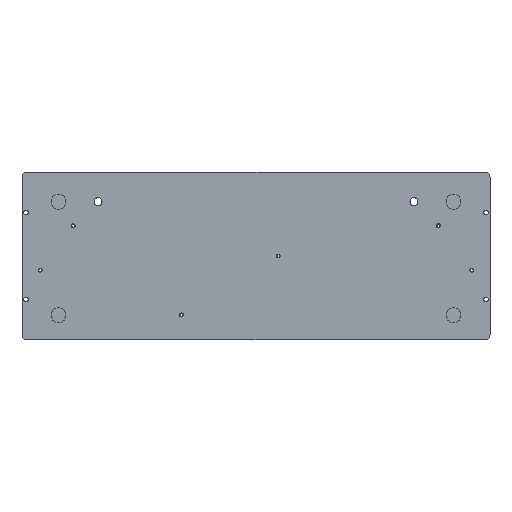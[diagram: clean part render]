
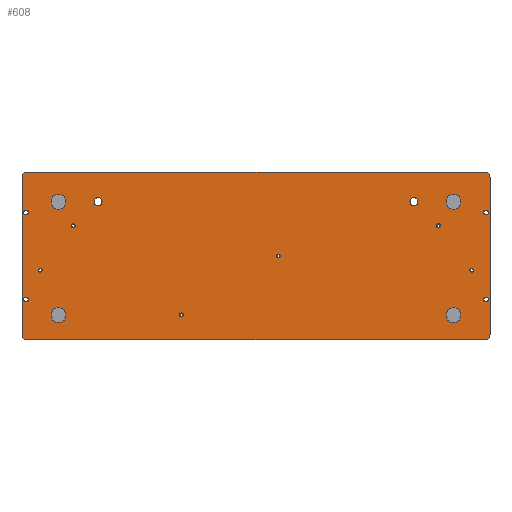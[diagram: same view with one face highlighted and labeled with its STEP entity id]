
A CAD part, top view. The second image highlights one B-rep face of the part: STEP entity #608.
In plain terms, the highlighted planar face has unit normal (0, 0, 1).
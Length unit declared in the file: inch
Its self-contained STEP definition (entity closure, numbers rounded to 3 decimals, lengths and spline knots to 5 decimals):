
#35=FACE_BOUND('',#111,.T.);
#36=FACE_BOUND('',#112,.T.);
#37=FACE_BOUND('',#113,.T.);
#38=FACE_BOUND('',#114,.T.);
#39=FACE_BOUND('',#115,.T.);
#40=FACE_BOUND('',#116,.T.);
#41=FACE_BOUND('',#117,.T.);
#42=FACE_BOUND('',#118,.T.);
#43=FACE_BOUND('',#119,.T.);
#44=FACE_BOUND('',#120,.T.);
#45=FACE_BOUND('',#121,.T.);
#46=FACE_BOUND('',#122,.T.);
#47=FACE_BOUND('',#123,.T.);
#48=FACE_BOUND('',#124,.T.);
#49=FACE_BOUND('',#125,.T.);
#50=FACE_BOUND('',#126,.T.);
#63=PLANE('',#660);
#74=FACE_OUTER_BOUND('',#110,.T.);
#110=EDGE_LOOP('',(#437,#438,#439,#440,#441,#442,#443,#444));
#111=EDGE_LOOP('',(#445));
#112=EDGE_LOOP('',(#446));
#113=EDGE_LOOP('',(#447));
#114=EDGE_LOOP('',(#448));
#115=EDGE_LOOP('',(#449));
#116=EDGE_LOOP('',(#450));
#117=EDGE_LOOP('',(#451));
#118=EDGE_LOOP('',(#452));
#119=EDGE_LOOP('',(#453));
#120=EDGE_LOOP('',(#454));
#121=EDGE_LOOP('',(#455));
#122=EDGE_LOOP('',(#456));
#123=EDGE_LOOP('',(#457));
#124=EDGE_LOOP('',(#458));
#125=EDGE_LOOP('',(#459));
#126=EDGE_LOOP('',(#460));
#174=LINE('',#953,#212);
#175=LINE('',#957,#213);
#176=LINE('',#961,#214);
#177=LINE('',#965,#215);
#212=VECTOR('',#750,0.3937);
#213=VECTOR('',#753,0.3937);
#214=VECTOR('',#756,0.3937);
#215=VECTOR('',#759,0.3937);
#250=CIRCLE('',#659,0.04937);
#251=CIRCLE('',#661,0.125);
#252=CIRCLE('',#662,0.125);
#253=CIRCLE('',#663,0.125);
#254=CIRCLE('',#664,0.125);
#255=CIRCLE('',#665,0.04937);
#256=CIRCLE('',#666,0.04937);
#257=CIRCLE('',#667,0.04937);
#258=CIRCLE('',#668,0.189);
#259=CIRCLE('',#669,0.189);
#260=CIRCLE('',#670,0.189);
#261=CIRCLE('',#671,0.189);
#262=CIRCLE('',#672,0.1007);
#263=CIRCLE('',#673,0.1007);
#264=CIRCLE('',#674,0.058);
#265=CIRCLE('',#675,0.058);
#266=CIRCLE('',#676,0.058);
#267=CIRCLE('',#677,0.058);
#268=CIRCLE('',#678,0.04937);
#269=CIRCLE('',#679,0.04937);
#296=VERTEX_POINT('',#947);
#297=VERTEX_POINT('',#951);
#298=VERTEX_POINT('',#952);
#299=VERTEX_POINT('',#954);
#300=VERTEX_POINT('',#956);
#301=VERTEX_POINT('',#958);
#302=VERTEX_POINT('',#960);
#303=VERTEX_POINT('',#962);
#304=VERTEX_POINT('',#964);
#305=VERTEX_POINT('',#967);
#306=VERTEX_POINT('',#969);
#307=VERTEX_POINT('',#971);
#308=VERTEX_POINT('',#973);
#309=VERTEX_POINT('',#975);
#310=VERTEX_POINT('',#977);
#311=VERTEX_POINT('',#979);
#312=VERTEX_POINT('',#981);
#313=VERTEX_POINT('',#983);
#314=VERTEX_POINT('',#985);
#315=VERTEX_POINT('',#987);
#316=VERTEX_POINT('',#989);
#317=VERTEX_POINT('',#991);
#318=VERTEX_POINT('',#993);
#319=VERTEX_POINT('',#995);
#351=EDGE_CURVE('',#296,#296,#250,.T.);
#352=EDGE_CURVE('',#297,#298,#174,.T.);
#353=EDGE_CURVE('',#299,#297,#251,.T.);
#354=EDGE_CURVE('',#300,#299,#175,.T.);
#355=EDGE_CURVE('',#301,#300,#252,.T.);
#356=EDGE_CURVE('',#302,#301,#176,.T.);
#357=EDGE_CURVE('',#303,#302,#253,.T.);
#358=EDGE_CURVE('',#304,#303,#177,.T.);
#359=EDGE_CURVE('',#298,#304,#254,.T.);
#360=EDGE_CURVE('',#305,#305,#255,.T.);
#361=EDGE_CURVE('',#306,#306,#256,.T.);
#362=EDGE_CURVE('',#307,#307,#257,.T.);
#363=EDGE_CURVE('',#308,#308,#258,.T.);
#364=EDGE_CURVE('',#309,#309,#259,.T.);
#365=EDGE_CURVE('',#310,#310,#260,.T.);
#366=EDGE_CURVE('',#311,#311,#261,.T.);
#367=EDGE_CURVE('',#312,#312,#262,.F.);
#368=EDGE_CURVE('',#313,#313,#263,.F.);
#369=EDGE_CURVE('',#314,#314,#264,.T.);
#370=EDGE_CURVE('',#315,#315,#265,.T.);
#371=EDGE_CURVE('',#316,#316,#266,.T.);
#372=EDGE_CURVE('',#317,#317,#267,.T.);
#373=EDGE_CURVE('',#318,#318,#268,.T.);
#374=EDGE_CURVE('',#319,#319,#269,.T.);
#437=ORIENTED_EDGE('',*,*,#352,.F.);
#438=ORIENTED_EDGE('',*,*,#353,.F.);
#439=ORIENTED_EDGE('',*,*,#354,.F.);
#440=ORIENTED_EDGE('',*,*,#355,.F.);
#441=ORIENTED_EDGE('',*,*,#356,.F.);
#442=ORIENTED_EDGE('',*,*,#357,.F.);
#443=ORIENTED_EDGE('',*,*,#358,.F.);
#444=ORIENTED_EDGE('',*,*,#359,.F.);
#445=ORIENTED_EDGE('',*,*,#360,.F.);
#446=ORIENTED_EDGE('',*,*,#361,.F.);
#447=ORIENTED_EDGE('',*,*,#362,.F.);
#448=ORIENTED_EDGE('',*,*,#363,.T.);
#449=ORIENTED_EDGE('',*,*,#364,.T.);
#450=ORIENTED_EDGE('',*,*,#365,.T.);
#451=ORIENTED_EDGE('',*,*,#366,.T.);
#452=ORIENTED_EDGE('',*,*,#367,.T.);
#453=ORIENTED_EDGE('',*,*,#368,.T.);
#454=ORIENTED_EDGE('',*,*,#369,.F.);
#455=ORIENTED_EDGE('',*,*,#370,.F.);
#456=ORIENTED_EDGE('',*,*,#371,.F.);
#457=ORIENTED_EDGE('',*,*,#372,.F.);
#458=ORIENTED_EDGE('',*,*,#373,.F.);
#459=ORIENTED_EDGE('',*,*,#374,.F.);
#460=ORIENTED_EDGE('',*,*,#351,.F.);
#608=ADVANCED_FACE('',(#74,#35,#36,#37,#38,#39,#40,#41,#42,#43,#44,#45,
#46,#47,#48,#49,#50),#63,.F.);
#659=AXIS2_PLACEMENT_3D('',#949,#746,#747);
#660=AXIS2_PLACEMENT_3D('',#950,#748,#749);
#661=AXIS2_PLACEMENT_3D('',#955,#751,#752);
#662=AXIS2_PLACEMENT_3D('',#959,#754,#755);
#663=AXIS2_PLACEMENT_3D('',#963,#757,#758);
#664=AXIS2_PLACEMENT_3D('',#966,#760,#761);
#665=AXIS2_PLACEMENT_3D('',#968,#762,#763);
#666=AXIS2_PLACEMENT_3D('',#970,#764,#765);
#667=AXIS2_PLACEMENT_3D('',#972,#766,#767);
#668=AXIS2_PLACEMENT_3D('',#974,#768,#769);
#669=AXIS2_PLACEMENT_3D('',#976,#770,#771);
#670=AXIS2_PLACEMENT_3D('',#978,#772,#773);
#671=AXIS2_PLACEMENT_3D('',#980,#774,#775);
#672=AXIS2_PLACEMENT_3D('',#982,#776,#777);
#673=AXIS2_PLACEMENT_3D('',#984,#778,#779);
#674=AXIS2_PLACEMENT_3D('',#986,#780,#781);
#675=AXIS2_PLACEMENT_3D('',#988,#782,#783);
#676=AXIS2_PLACEMENT_3D('',#990,#784,#785);
#677=AXIS2_PLACEMENT_3D('',#992,#786,#787);
#678=AXIS2_PLACEMENT_3D('',#994,#788,#789);
#679=AXIS2_PLACEMENT_3D('',#996,#790,#791);
#746=DIRECTION('center_axis',(0.,0.,1.));
#747=DIRECTION('ref_axis',(-1.,0.,0.));
#748=DIRECTION('center_axis',(0.,0.,-1.));
#749=DIRECTION('ref_axis',(-1.,0.,0.));
#750=DIRECTION('',(0.,1.,0.));
#751=DIRECTION('center_axis',(0.,0.,-1.));
#752=DIRECTION('ref_axis',(0.,-1.,0.));
#753=DIRECTION('',(-1.,0.,0.));
#754=DIRECTION('center_axis',(0.,0.,-1.));
#755=DIRECTION('ref_axis',(1.,0.,0.));
#756=DIRECTION('',(0.,-1.,0.));
#757=DIRECTION('center_axis',(0.,0.,-1.));
#758=DIRECTION('ref_axis',(0.,1.,0.));
#759=DIRECTION('',(1.,0.,0.));
#760=DIRECTION('center_axis',(0.,0.,-1.));
#761=DIRECTION('ref_axis',(-1.,0.,0.));
#762=DIRECTION('center_axis',(0.,0.,1.));
#763=DIRECTION('ref_axis',(-1.,0.,0.));
#764=DIRECTION('center_axis',(0.,0.,1.));
#765=DIRECTION('ref_axis',(-1.,0.,0.));
#766=DIRECTION('center_axis',(0.,0.,1.));
#767=DIRECTION('ref_axis',(-1.,0.,0.));
#768=DIRECTION('center_axis',(0.,0.,-1.));
#769=DIRECTION('ref_axis',(1.,0.,0.));
#770=DIRECTION('center_axis',(0.,0.,-1.));
#771=DIRECTION('ref_axis',(1.,0.,0.));
#772=DIRECTION('center_axis',(0.,0.,-1.));
#773=DIRECTION('ref_axis',(1.,0.,0.));
#774=DIRECTION('center_axis',(0.,0.,-1.));
#775=DIRECTION('ref_axis',(1.,0.,0.));
#776=DIRECTION('center_axis',(0.,0.,1.));
#777=DIRECTION('ref_axis',(-1.,0.,0.));
#778=DIRECTION('center_axis',(0.,0.,1.));
#779=DIRECTION('ref_axis',(-1.,0.,0.));
#780=DIRECTION('center_axis',(0.,0.,1.));
#781=DIRECTION('ref_axis',(-1.,0.,0.));
#782=DIRECTION('center_axis',(0.,0.,1.));
#783=DIRECTION('ref_axis',(-1.,0.,0.));
#784=DIRECTION('center_axis',(0.,0.,1.));
#785=DIRECTION('ref_axis',(-1.,0.,0.));
#786=DIRECTION('center_axis',(0.,0.,1.));
#787=DIRECTION('ref_axis',(-1.,0.,0.));
#788=DIRECTION('center_axis',(0.,0.,1.));
#789=DIRECTION('ref_axis',(-1.,0.,0.));
#790=DIRECTION('center_axis',(0.,0.,1.));
#791=DIRECTION('ref_axis',(-1.,0.,0.));
#947=CARTESIAN_POINT('',(5.51197,-0.36217,0.));
#949=CARTESIAN_POINT('Origin',(5.4626,-0.36217,0.));
#950=CARTESIAN_POINT('Origin',(0.,0.,0.));
#951=CARTESIAN_POINT('',(-5.925,-2.,0.));
#952=CARTESIAN_POINT('',(-5.925,2.,0.));
#953=CARTESIAN_POINT('',(-5.925,-2.,0.));
#954=CARTESIAN_POINT('',(-5.8,-2.125,0.));
#955=CARTESIAN_POINT('Origin',(-5.8,-2.,0.));
#956=CARTESIAN_POINT('',(5.8,-2.125,0.));
#957=CARTESIAN_POINT('',(5.8,-2.125,0.));
#958=CARTESIAN_POINT('',(5.925,-2.,0.));
#959=CARTESIAN_POINT('Origin',(5.8,-2.,0.));
#960=CARTESIAN_POINT('',(5.925,2.,0.));
#961=CARTESIAN_POINT('',(5.925,2.,0.));
#962=CARTESIAN_POINT('',(5.8,2.125,0.));
#963=CARTESIAN_POINT('Origin',(5.8,2.,0.));
#964=CARTESIAN_POINT('',(-5.8,2.125,0.));
#965=CARTESIAN_POINT('',(-5.8,2.125,0.));
#966=CARTESIAN_POINT('Origin',(-5.8,2.,0.));
#967=CARTESIAN_POINT('',(4.66746,0.7638,0.));
#968=CARTESIAN_POINT('Origin',(4.61809,0.7638,0.));
#969=CARTESIAN_POINT('',(-1.84043,-1.4921,0.));
#970=CARTESIAN_POINT('Origin',(-1.8898,-1.4921,0.));
#971=CARTESIAN_POINT('',(-5.41327,-0.36219,0.));
#972=CARTESIAN_POINT('Origin',(-5.46264,-0.36219,0.));
#973=CARTESIAN_POINT('',(4.811,-1.5,0.));
#974=CARTESIAN_POINT('Origin',(5.,-1.5,0.));
#975=CARTESIAN_POINT('',(4.811,1.375,0.));
#976=CARTESIAN_POINT('Origin',(5.,1.375,0.));
#977=CARTESIAN_POINT('',(-5.189,-1.5,0.));
#978=CARTESIAN_POINT('Origin',(-5.,-1.5,0.));
#979=CARTESIAN_POINT('',(-5.189,1.375,0.));
#980=CARTESIAN_POINT('Origin',(-5.,1.375,0.));
#981=CARTESIAN_POINT('',(4.1007,1.375,0.));
#982=CARTESIAN_POINT('Origin',(4.,1.375,0.));
#983=CARTESIAN_POINT('',(-3.8993,1.375,0.));
#984=CARTESIAN_POINT('Origin',(-4.,1.375,0.));
#985=CARTESIAN_POINT('',(5.883,-1.1,0.));
#986=CARTESIAN_POINT('Origin',(5.825,-1.1,0.));
#987=CARTESIAN_POINT('',(5.883,1.1,0.));
#988=CARTESIAN_POINT('Origin',(5.825,1.1,0.));
#989=CARTESIAN_POINT('',(-5.767,-1.1,0.));
#990=CARTESIAN_POINT('Origin',(-5.825,-1.1,0.));
#991=CARTESIAN_POINT('',(-5.767,1.1,0.));
#992=CARTESIAN_POINT('Origin',(-5.825,1.1,0.));
#993=CARTESIAN_POINT('',(-4.57859,0.76382,0.));
#994=CARTESIAN_POINT('Origin',(-4.62796,0.76382,0.));
#995=CARTESIAN_POINT('',(0.61233,0.00004,0.));
#996=CARTESIAN_POINT('Origin',(0.56296,0.00004,0.));
